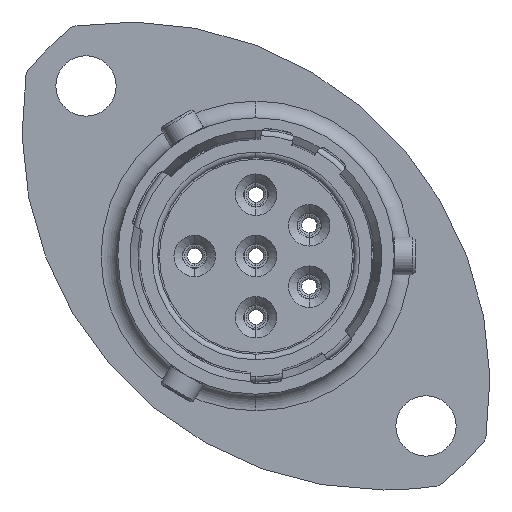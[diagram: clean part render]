
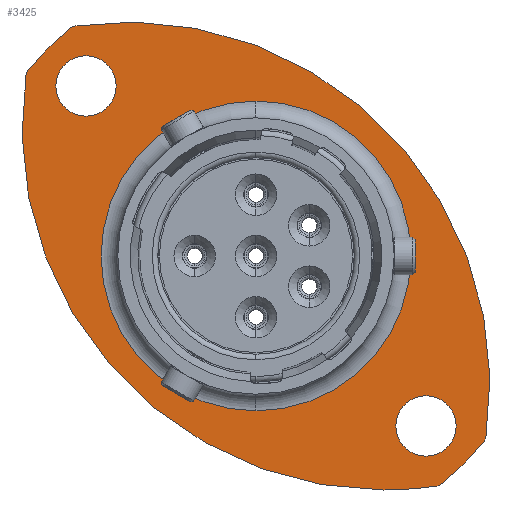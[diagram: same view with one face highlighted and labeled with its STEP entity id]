
A CAD part, left-side view. The second image highlights one B-rep face of the part: STEP entity #3425.
In plain terms, the highlighted planar face has unit normal (-1, 0, 0).
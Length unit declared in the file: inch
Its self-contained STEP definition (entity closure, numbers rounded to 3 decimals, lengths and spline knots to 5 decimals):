
#3172 = EDGE_CURVE ( 'NONE', #4000, #18744, #21565, .T. ) ;
#3257 = EDGE_CURVE ( 'NONE', #40726, #18783, #22001, .T. ) ;
#3258 = EDGE_CURVE ( 'NONE', #4005, #3990, #21999, .T. ) ;
#3259 = EDGE_CURVE ( 'NONE', #4020, #18761, #21998, .T. ) ;
#3260 = EDGE_CURVE ( 'NONE', #18744, #4000, #22003, .T. ) ;
#3425 = ADVANCED_FACE ( 'NONE', ( #25170, #25172, #25174, #25176 ), #25169, .F. ) ;
#3510 = EDGE_CURVE ( 'NONE', #18766, #40731, #26025, .T. ) ;
#3512 = EDGE_CURVE ( 'NONE', #40731, #40643, #26027, .T. ) ;
#3516 = EDGE_CURVE ( 'NONE', #40643, #40726, #26039, .T. ) ;
#3990 = VERTEX_POINT ( 'NONE', #31977 ) ;
#4000 = VERTEX_POINT ( 'NONE', #31989 ) ;
#4005 = VERTEX_POINT ( 'NONE', #31995 ) ;
#4020 = VERTEX_POINT ( 'NONE', #32013 ) ;
#9878 = EDGE_CURVE ( 'NONE', #18761, #4020, #32635, .T. ) ;
#9884 = EDGE_CURVE ( 'NONE', #3990, #4005, #32641, .T. ) ;
#9892 = EDGE_CURVE ( 'NONE', #18783, #18766, #32639, .T. ) ;
#18628 = EDGE_LOOP ( 'NONE', ( #40391, #40392, #40393, #40394, #40395 ) ) ;
#18664 = EDGE_LOOP ( 'NONE', ( #40385, #40386 ) ) ;
#18665 = EDGE_LOOP ( 'NONE', ( #40389, #40390 ) ) ;
#18729 = EDGE_LOOP ( 'NONE', ( #40387, #40388 ) ) ;
#18744 = VERTEX_POINT ( 'NONE', #34115 ) ;
#18761 = VERTEX_POINT ( 'NONE', #34132 ) ;
#18766 = VERTEX_POINT ( 'NONE', #34137 ) ;
#18783 = VERTEX_POINT ( 'NONE', #34154 ) ;
#21565 = CIRCLE ( 'NONE', #21568, 0.32854 ) ;
#21568 = AXIS2_PLACEMENT_3D ( 'NONE', #22340, #22341, #22342 ) ;
#21998 = CIRCLE ( 'NONE', #22006, 0.06398 ) ;
#21999 = CIRCLE ( 'NONE', #22004, 0.06398 ) ;
#22000 = AXIS2_PLACEMENT_3D ( 'NONE', #24078, #24079, #24080 ) ;
#22001 = CIRCLE ( 'NONE', #22000, 0.76772 ) ;
#22003 = CIRCLE ( 'NONE', #22008, 0.32854 ) ;
#22004 = AXIS2_PLACEMENT_3D ( 'NONE', #24081, #24082, #24083 ) ;
#22006 = AXIS2_PLACEMENT_3D ( 'NONE', #24084, #24085, #24086 ) ;
#22008 = AXIS2_PLACEMENT_3D ( 'NONE', #24089, #24090, #24091 ) ;
#22340 = CARTESIAN_POINT ( 'NONE',  ( 0.43089, 0.23988, -0.05836 ) ) ;
#22341 = DIRECTION ( 'NONE',  ( 1., 0., 0. ) ) ;
#22342 = DIRECTION ( 'NONE',  ( 0., 0., -1. ) ) ;
#24078 = CARTESIAN_POINT ( 'NONE',  ( 0.43089, -0.03155, 0.21307 ) ) ;
#24079 = DIRECTION ( 'NONE',  ( -1., 0., 0. ) ) ;
#24080 = DIRECTION ( 'NONE',  ( 0., 0., -1. ) ) ;
#24081 = CARTESIAN_POINT ( 'NONE',  ( 0.43089, -0.12063, -0.41887 ) ) ;
#24082 = DIRECTION ( 'NONE',  ( -1., 0., 0. ) ) ;
#24083 = DIRECTION ( 'NONE',  ( 0., 0., -1. ) ) ;
#24084 = CARTESIAN_POINT ( 'NONE',  ( 0.43089, 0.60039, 0.30215 ) ) ;
#24085 = DIRECTION ( 'NONE',  ( -1., 0., 0. ) ) ;
#24086 = DIRECTION ( 'NONE',  ( 0., 0., -1. ) ) ;
#24089 = CARTESIAN_POINT ( 'NONE',  ( 0.43089, 0.23988, -0.05836 ) ) ;
#24090 = DIRECTION ( 'NONE',  ( 1., 0., 0. ) ) ;
#24091 = DIRECTION ( 'NONE',  ( 0., 0., -1. ) ) ;
#25169 = PLANE ( 'NONE',  #25520 ) ;
#25170 = FACE_BOUND ( 'NONE', #18664, .T. ) ;
#25172 = FACE_BOUND ( 'NONE', #18729, .T. ) ;
#25174 = FACE_BOUND ( 'NONE', #18665, .T. ) ;
#25176 = FACE_OUTER_BOUND ( 'NONE', #18628, .T. ) ;
#25186 = CARTESIAN_POINT ( 'NONE',  ( 0.43089, 0.53299, -0.05836 ) ) ;
#25187 = DIRECTION ( 'NONE',  ( 1., 0., 0. ) ) ;
#25188 = DIRECTION ( 'NONE',  ( 0., 0., -1. ) ) ;
#25520 = AXIS2_PLACEMENT_3D ( 'NONE', #25186, #25187, #25188 ) ;
#26025 = CIRCLE ( 'NONE', #26030, 0.62303 ) ;
#26027 = CIRCLE ( 'NONE', #26034, 0.76772 ) ;
#26030 = AXIS2_PLACEMENT_3D ( 'NONE', #27536, #27538, #27540 ) ;
#26034 = AXIS2_PLACEMENT_3D ( 'NONE', #27552, #27554, #27556 ) ;
#26039 = CIRCLE ( 'NONE', #26042, 0.62303 ) ;
#26042 = AXIS2_PLACEMENT_3D ( 'NONE', #27588, #27590, #27592 ) ;
#27536 = CARTESIAN_POINT ( 'NONE',  ( 0.43089, 0.23988, -0.05836 ) ) ;
#27538 = DIRECTION ( 'NONE',  ( -1., 0., 0. ) ) ;
#27540 = DIRECTION ( 'NONE',  ( 0., 0., 1. ) ) ;
#27552 = CARTESIAN_POINT ( 'NONE',  ( 0.43089, 0.51131, -0.32979 ) ) ;
#27554 = DIRECTION ( 'NONE',  ( -1., 0., 0. ) ) ;
#27556 = DIRECTION ( 'NONE',  ( 0., 0., -1. ) ) ;
#27588 = CARTESIAN_POINT ( 'NONE',  ( 0.43089, 0.23988, -0.05836 ) ) ;
#27590 = DIRECTION ( 'NONE',  ( -1., 0., 0. ) ) ;
#27592 = DIRECTION ( 'NONE',  ( 0., 0., 1. ) ) ;
#31977 = CARTESIAN_POINT ( 'NONE',  ( 0.43089, -0.12063, -0.48285 ) ) ;
#31989 = CARTESIAN_POINT ( 'NONE',  ( 0.43089, 0.23988, 0.27018 ) ) ;
#31995 = CARTESIAN_POINT ( 'NONE',  ( 0.43089, -0.12063, -0.3549 ) ) ;
#32013 = CARTESIAN_POINT ( 'NONE',  ( 0.43089, 0.60039, 0.36613 ) ) ;
#32469 = CARTESIAN_POINT ( 'NONE',  ( 0.43089, 0.60039, 0.30215 ) ) ;
#32470 = DIRECTION ( 'NONE',  ( -1., 0., 0. ) ) ;
#32471 = DIRECTION ( 'NONE',  ( 0., 0., -1. ) ) ;
#32482 = CARTESIAN_POINT ( 'NONE',  ( 0.43089, -0.12063, -0.41887 ) ) ;
#32483 = DIRECTION ( 'NONE',  ( -1., 0., 0. ) ) ;
#32484 = DIRECTION ( 'NONE',  ( 0., 0., -1. ) ) ;
#32490 = CARTESIAN_POINT ( 'NONE',  ( 0.43089, -0.03155, 0.21307 ) ) ;
#32491 = DIRECTION ( 'NONE',  ( -1., 0., 0. ) ) ;
#32492 = DIRECTION ( 'NONE',  ( 0., 0., -1. ) ) ;
#32635 = CIRCLE ( 'NONE', #32637, 0.06398 ) ;
#32637 = AXIS2_PLACEMENT_3D ( 'NONE', #32469, #32470, #32471 ) ;
#32639 = CIRCLE ( 'NONE', #32649, 0.76772 ) ;
#32641 = CIRCLE ( 'NONE', #32643, 0.06398 ) ;
#32643 = AXIS2_PLACEMENT_3D ( 'NONE', #32482, #32483, #32484 ) ;
#32649 = AXIS2_PLACEMENT_3D ( 'NONE', #32490, #32491, #32492 ) ;
#34115 = CARTESIAN_POINT ( 'NONE',  ( 0.43089, 0.23988, -0.3869 ) ) ;
#34132 = CARTESIAN_POINT ( 'NONE',  ( 0.43089, 0.60039, 0.23818 ) ) ;
#34137 = CARTESIAN_POINT ( 'NONE',  ( 0.43089, -0.14825, -0.54573 ) ) ;
#34154 = CARTESIAN_POINT ( 'NONE',  ( 0.43089, -0.03155, -0.55465 ) ) ;
#39279 = CARTESIAN_POINT ( 'NONE',  ( 0.43089, 0.62801, 0.42901 ) ) ;
#39341 = CARTESIAN_POINT ( 'NONE',  ( 0.43089, 0.72725, 0.32977 ) ) ;
#39360 = CARTESIAN_POINT ( 'NONE',  ( 0.43089, -0.24749, -0.44649 ) ) ;
#40385 = ORIENTED_EDGE ( 'NONE', *, *, #3260, .T. ) ;
#40386 = ORIENTED_EDGE ( 'NONE', *, *, #3172, .T. ) ;
#40387 = ORIENTED_EDGE ( 'NONE', *, *, #9878, .F. ) ;
#40388 = ORIENTED_EDGE ( 'NONE', *, *, #3259, .F. ) ;
#40389 = ORIENTED_EDGE ( 'NONE', *, *, #9884, .F. ) ;
#40390 = ORIENTED_EDGE ( 'NONE', *, *, #3258, .F. ) ;
#40391 = ORIENTED_EDGE ( 'NONE', *, *, #3257, .T. ) ;
#40392 = ORIENTED_EDGE ( 'NONE', *, *, #9892, .T. ) ;
#40393 = ORIENTED_EDGE ( 'NONE', *, *, #3510, .T. ) ;
#40394 = ORIENTED_EDGE ( 'NONE', *, *, #3512, .T. ) ;
#40395 = ORIENTED_EDGE ( 'NONE', *, *, #3516, .T. ) ;
#40643 = VERTEX_POINT ( 'NONE', #39279 ) ;
#40726 = VERTEX_POINT ( 'NONE', #39341 ) ;
#40731 = VERTEX_POINT ( 'NONE', #39360 ) ;
